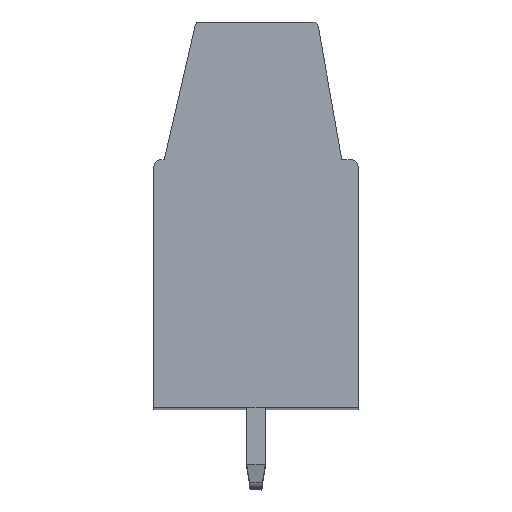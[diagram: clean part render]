
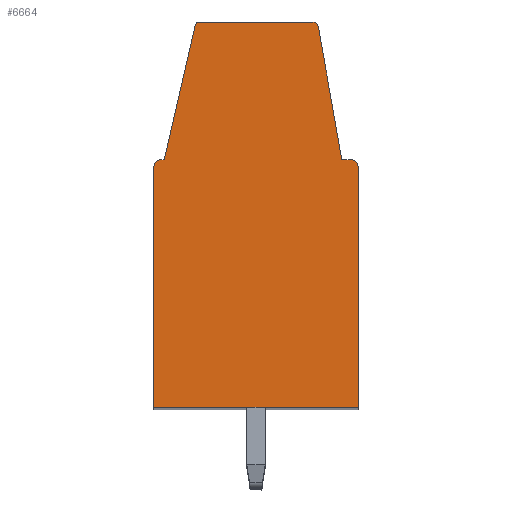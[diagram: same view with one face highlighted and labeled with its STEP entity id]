
A CAD part, top view. The second image highlights one B-rep face of the part: STEP entity #6664.
In plain terms, the highlighted planar face has unit normal (0, 0, 1).
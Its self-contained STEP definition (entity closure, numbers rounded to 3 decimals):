
#24=DIRECTION('',(0.225,0.974,0.));
#25=VECTOR('',#24,5.999);
#26=CARTESIAN_POINT('',(-4.,3.55,62.5));
#27=LINE('',#26,#25);
#28=CARTESIAN_POINT('',(-2.456,9.35,62.5));
#29=DIRECTION('',(0.,0.,-1.));
#30=DIRECTION('',(-0.974,0.225,0.));
#31=AXIS2_PLACEMENT_3D('',#28,#29,#30);
#33=DIRECTION('',(1.,0.,0.));
#34=VECTOR('',#33,4.886);
#35=CARTESIAN_POINT('',(-2.456,9.55,62.5));
#36=LINE('',#35,#34);
#37=CARTESIAN_POINT('',(2.43,9.25,62.5));
#38=DIRECTION('',(0.,0.,-1.));
#39=DIRECTION('',(0.,1.,0.));
#40=AXIS2_PLACEMENT_3D('',#37,#38,#39);
#42=DIRECTION('',(0.174,-0.985,0.));
#43=VECTOR('',#42,5.841);
#44=CARTESIAN_POINT('',(2.726,9.302,62.5));
#45=LINE('',#44,#43);
#46=DIRECTION('',(1.,0.,0.));
#47=VECTOR('',#46,0.41);
#48=CARTESIAN_POINT('',(3.74,3.55,62.5));
#49=LINE('',#48,#47);
#50=CARTESIAN_POINT('',(4.15,3.25,62.5));
#51=DIRECTION('',(0.,0.,-1.));
#52=DIRECTION('',(0.,1.,0.));
#53=AXIS2_PLACEMENT_3D('',#50,#51,#52);
#55=DIRECTION('',(0.,-1.,0.));
#56=VECTOR('',#55,10.5);
#57=CARTESIAN_POINT('',(4.45,3.25,62.5));
#58=LINE('',#57,#56);
#59=DIRECTION('',(-1.,0.,0.));
#60=VECTOR('',#59,8.9);
#61=CARTESIAN_POINT('',(4.45,-7.25,62.5));
#62=LINE('',#61,#60);
#63=DIRECTION('',(0.,1.,0.));
#64=VECTOR('',#63,10.5);
#65=CARTESIAN_POINT('',(-4.45,-7.25,62.5));
#66=LINE('',#65,#64);
#67=CARTESIAN_POINT('',(-4.15,3.25,62.5));
#68=DIRECTION('',(0.,0.,-1.));
#69=DIRECTION('',(-1.,0.,0.));
#70=AXIS2_PLACEMENT_3D('',#67,#68,#69);
#72=DIRECTION('',(1.,0.,0.));
#73=VECTOR('',#72,0.15);
#74=CARTESIAN_POINT('',(-4.15,3.55,62.5));
#75=LINE('',#74,#73);
#5324=CARTESIAN_POINT('',(-4.,3.55,62.5));
#5325=CARTESIAN_POINT('',(-2.651,9.395,62.5));
#5326=VERTEX_POINT('',#5324);
#5327=VERTEX_POINT('',#5325);
#5328=CARTESIAN_POINT('',(-4.15,3.55,62.5));
#5329=VERTEX_POINT('',#5328);
#5330=CARTESIAN_POINT('',(-4.45,3.25,62.5));
#5331=VERTEX_POINT('',#5330);
#5332=CARTESIAN_POINT('',(-4.45,-7.25,62.5));
#5333=VERTEX_POINT('',#5332);
#5334=CARTESIAN_POINT('',(4.45,-7.25,62.5));
#5335=VERTEX_POINT('',#5334);
#5336=CARTESIAN_POINT('',(4.45,3.25,62.5));
#5337=VERTEX_POINT('',#5336);
#5338=CARTESIAN_POINT('',(4.15,3.55,62.5));
#5339=VERTEX_POINT('',#5338);
#5340=CARTESIAN_POINT('',(3.74,3.55,62.5));
#5341=VERTEX_POINT('',#5340);
#5342=CARTESIAN_POINT('',(2.726,9.302,62.5));
#5343=VERTEX_POINT('',#5342);
#5344=CARTESIAN_POINT('',(2.43,9.55,62.5));
#5345=VERTEX_POINT('',#5344);
#5346=CARTESIAN_POINT('',(-2.456,9.55,62.5));
#5347=VERTEX_POINT('',#5346);
#6633=CARTESIAN_POINT('',(0.,0.,62.5));
#6634=DIRECTION('',(0.,0.,1.));
#6635=DIRECTION('',(1.,0.,0.));
#6636=AXIS2_PLACEMENT_3D('',#6633,#6634,#6635);
#6637=PLANE('',#6636);
#6639=ORIENTED_EDGE('',*,*,#6638,.T.);
#6641=ORIENTED_EDGE('',*,*,#6640,.T.);
#6643=ORIENTED_EDGE('',*,*,#6642,.T.);
#6645=ORIENTED_EDGE('',*,*,#6644,.T.);
#6647=ORIENTED_EDGE('',*,*,#6646,.T.);
#6649=ORIENTED_EDGE('',*,*,#6648,.T.);
#6651=ORIENTED_EDGE('',*,*,#6650,.T.);
#6653=ORIENTED_EDGE('',*,*,#6652,.T.);
#6655=ORIENTED_EDGE('',*,*,#6654,.T.);
#6657=ORIENTED_EDGE('',*,*,#6656,.T.);
#6659=ORIENTED_EDGE('',*,*,#6658,.T.);
#6661=ORIENTED_EDGE('',*,*,#6660,.T.);
#6662=EDGE_LOOP('',(#6639,#6641,#6643,#6645,#6647,#6649,#6651,#6653,#6655,#6657,
#6659,#6661));
#6663=FACE_OUTER_BOUND('',#6662,.F.);
#32=CIRCLE('',#31,0.2);
#41=CIRCLE('',#40,0.3);
#54=CIRCLE('',#53,0.3);
#71=CIRCLE('',#70,0.3);
#6638=EDGE_CURVE('',#5326,#5327,#27,.T.);
#6640=EDGE_CURVE('',#5327,#5347,#32,.T.);
#6642=EDGE_CURVE('',#5347,#5345,#36,.T.);
#6644=EDGE_CURVE('',#5345,#5343,#41,.T.);
#6646=EDGE_CURVE('',#5343,#5341,#45,.T.);
#6648=EDGE_CURVE('',#5341,#5339,#49,.T.);
#6650=EDGE_CURVE('',#5339,#5337,#54,.T.);
#6652=EDGE_CURVE('',#5337,#5335,#58,.T.);
#6654=EDGE_CURVE('',#5335,#5333,#62,.T.);
#6656=EDGE_CURVE('',#5333,#5331,#66,.T.);
#6658=EDGE_CURVE('',#5331,#5329,#71,.T.);
#6660=EDGE_CURVE('',#5329,#5326,#75,.T.);
#6664=ADVANCED_FACE('',(#6663),#6637,.T.);
